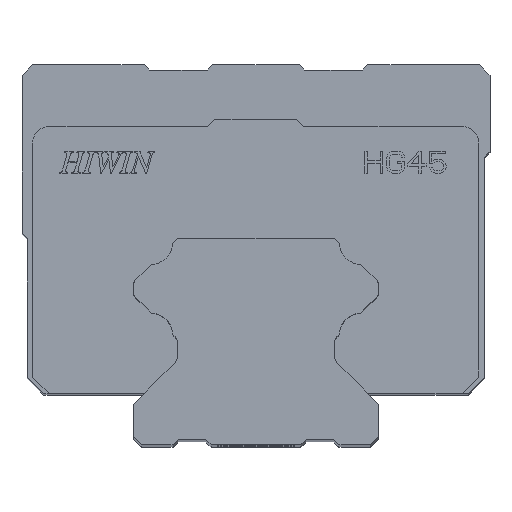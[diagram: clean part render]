
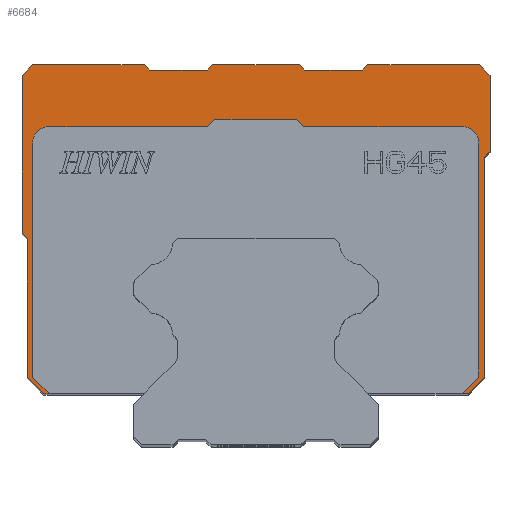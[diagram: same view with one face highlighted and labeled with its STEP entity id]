
A CAD part, top view. The second image highlights one B-rep face of the part: STEP entity #6684.
In plain terms, the highlighted planar face has unit normal (0, 0, 1).
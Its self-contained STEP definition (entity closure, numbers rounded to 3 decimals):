
#1675=DIRECTION('',(0.,1.,0.));
#1676=VECTOR('',#1675,43.);
#1677=CARTESIAN_POINT('',(40.943,-25.445,64.4));
#1678=LINE('',#1677,#1676);
#1679=CARTESIAN_POINT('',(37.943,17.555,64.4));
#1680=DIRECTION('',(0.,0.,1.));
#1681=DIRECTION('',(1.,0.,0.));
#1682=AXIS2_PLACEMENT_3D('',#1679,#1680,#1681);
#1684=DIRECTION('',(-1.,0.,0.));
#1685=VECTOR('',#1684,29.2);
#1686=CARTESIAN_POINT('',(37.943,20.555,64.4));
#1687=LINE('',#1686,#1685);
#1688=DIRECTION('',(-0.707,0.707,0.));
#1689=VECTOR('',#1688,1.838);
#1690=CARTESIAN_POINT('',(8.743,20.555,64.4));
#1691=LINE('',#1690,#1689);
#1692=DIRECTION('',(-1.,0.,0.));
#1693=VECTOR('',#1692,15.);
#1694=CARTESIAN_POINT('',(7.443,21.855,64.4));
#1695=LINE('',#1694,#1693);
#1696=DIRECTION('',(-0.707,-0.707,0.));
#1697=VECTOR('',#1696,1.838);
#1698=CARTESIAN_POINT('',(-7.557,21.855,64.4));
#1699=LINE('',#1698,#1697);
#1700=DIRECTION('',(-1.,0.,0.));
#1701=VECTOR('',#1700,29.2);
#1702=CARTESIAN_POINT('',(-8.857,20.555,64.4));
#1703=LINE('',#1702,#1701);
#1704=CARTESIAN_POINT('',(-38.057,17.555,64.4));
#1705=DIRECTION('',(0.,0.,1.));
#1706=DIRECTION('',(0.,1.,0.));
#1707=AXIS2_PLACEMENT_3D('',#1704,#1705,#1706);
#1709=DIRECTION('',(0.,-1.,0.));
#1710=VECTOR('',#1709,43.);
#1711=CARTESIAN_POINT('',(-41.057,17.555,64.4));
#1712=LINE('',#1711,#1710);
#1713=DIRECTION('',(0.707,-0.707,0.));
#1714=VECTOR('',#1713,4.321);
#1715=CARTESIAN_POINT('',(-41.057,-25.445,64.4));
#1716=LINE('',#1715,#1714);
#1717=DIRECTION('',(1.,0.,0.));
#1718=VECTOR('',#1717,0.998);
#1719=CARTESIAN_POINT('',(-39.,-28.5,64.4));
#1720=LINE('',#1719,#1718);
#1721=DIRECTION('',(0.707,-0.707,0.));
#1722=VECTOR('',#1721,4.243);
#1723=CARTESIAN_POINT('',(-42.,-25.5,64.4));
#1724=LINE('',#1723,#1722);
#1725=DIRECTION('',(0.,-1.,0.));
#1726=VECTOR('',#1725,25.5);
#1727=CARTESIAN_POINT('',(-42.,0.,64.4));
#1728=LINE('',#1727,#1726);
#1729=DIRECTION('',(0.707,-0.707,0.));
#1730=VECTOR('',#1729,1.414);
#1731=CARTESIAN_POINT('',(-43.,1.,64.4));
#1732=LINE('',#1731,#1730);
#1733=DIRECTION('',(0.,-1.,0.));
#1734=VECTOR('',#1733,29.);
#1735=CARTESIAN_POINT('',(-43.,30.,64.4));
#1736=LINE('',#1735,#1734);
#1737=DIRECTION('',(-0.707,-0.707,0.));
#1738=VECTOR('',#1737,2.828);
#1739=CARTESIAN_POINT('',(-41.,32.,64.4));
#1740=LINE('',#1739,#1738);
#1741=DIRECTION('',(-1.,0.,0.));
#1742=VECTOR('',#1741,20.424);
#1743=CARTESIAN_POINT('',(-20.576,32.,64.4));
#1744=LINE('',#1743,#1742);
#1745=DIRECTION('',(-0.707,0.707,0.));
#1746=VECTOR('',#1745,1.414);
#1747=CARTESIAN_POINT('',(-19.576,31.,64.4));
#1748=LINE('',#1747,#1746);
#1749=DIRECTION('',(-1.,0.,0.));
#1750=VECTOR('',#1749,10.651);
#1751=CARTESIAN_POINT('',(-8.924,31.,64.4));
#1752=LINE('',#1751,#1750);
#1753=DIRECTION('',(-0.707,-0.707,0.));
#1754=VECTOR('',#1753,1.414);
#1755=CARTESIAN_POINT('',(-7.924,32.,64.4));
#1756=LINE('',#1755,#1754);
#1757=DIRECTION('',(-1.,0.,0.));
#1758=VECTOR('',#1757,15.849);
#1759=CARTESIAN_POINT('',(7.924,32.,64.4));
#1760=LINE('',#1759,#1758);
#1761=DIRECTION('',(-0.707,0.707,0.));
#1762=VECTOR('',#1761,1.414);
#1763=CARTESIAN_POINT('',(8.924,31.,64.4));
#1764=LINE('',#1763,#1762);
#1765=DIRECTION('',(-1.,0.,0.));
#1766=VECTOR('',#1765,10.651);
#1767=CARTESIAN_POINT('',(19.576,31.,64.4));
#1768=LINE('',#1767,#1766);
#1769=DIRECTION('',(-0.707,-0.707,0.));
#1770=VECTOR('',#1769,1.414);
#1771=CARTESIAN_POINT('',(20.576,32.,64.4));
#1772=LINE('',#1771,#1770);
#1773=DIRECTION('',(-1.,0.,0.));
#1774=VECTOR('',#1773,20.424);
#1775=CARTESIAN_POINT('',(41.,32.,64.4));
#1776=LINE('',#1775,#1774);
#1777=DIRECTION('',(-0.707,0.707,0.));
#1778=VECTOR('',#1777,2.828);
#1779=CARTESIAN_POINT('',(43.,30.,64.4));
#1780=LINE('',#1779,#1778);
#1781=DIRECTION('',(0.,1.,0.));
#1782=VECTOR('',#1781,14.);
#1783=CARTESIAN_POINT('',(43.,16.,64.4));
#1784=LINE('',#1783,#1782);
#1785=DIRECTION('',(0.707,0.707,0.));
#1786=VECTOR('',#1785,1.414);
#1787=CARTESIAN_POINT('',(42.,15.,64.4));
#1788=LINE('',#1787,#1786);
#1789=DIRECTION('',(0.,1.,0.));
#1790=VECTOR('',#1789,40.5);
#1791=CARTESIAN_POINT('',(42.,-25.5,64.4));
#1792=LINE('',#1791,#1790);
#1793=DIRECTION('',(0.707,0.707,0.));
#1794=VECTOR('',#1793,4.243);
#1795=CARTESIAN_POINT('',(39.,-28.5,64.4));
#1796=LINE('',#1795,#1794);
#1797=DIRECTION('',(1.,0.,0.));
#1798=VECTOR('',#1797,1.113);
#1799=CARTESIAN_POINT('',(37.887,-28.5,64.4));
#1800=LINE('',#1799,#1798);
#1801=DIRECTION('',(0.707,0.707,0.));
#1802=VECTOR('',#1801,4.321);
#1803=CARTESIAN_POINT('',(37.887,-28.5,64.4));
#1804=LINE('',#1803,#1802);
#4187=CARTESIAN_POINT('',(39.,-28.5,64.4));
#4188=CARTESIAN_POINT('',(42.,-25.5,64.4));
#4189=VERTEX_POINT('',#4187);
#4190=VERTEX_POINT('',#4188);
#4191=CARTESIAN_POINT('',(42.,15.,64.4));
#4192=VERTEX_POINT('',#4191);
#4193=CARTESIAN_POINT('',(43.,16.,64.4));
#4194=VERTEX_POINT('',#4193);
#4195=CARTESIAN_POINT('',(43.,30.,64.4));
#4196=VERTEX_POINT('',#4195);
#4197=CARTESIAN_POINT('',(41.,32.,64.4));
#4198=VERTEX_POINT('',#4197);
#4199=CARTESIAN_POINT('',(20.576,32.,64.4));
#4200=VERTEX_POINT('',#4199);
#4201=CARTESIAN_POINT('',(19.576,31.,64.4));
#4202=VERTEX_POINT('',#4201);
#4203=CARTESIAN_POINT('',(8.924,31.,64.4));
#4204=VERTEX_POINT('',#4203);
#4205=CARTESIAN_POINT('',(7.924,32.,64.4));
#4206=VERTEX_POINT('',#4205);
#4207=CARTESIAN_POINT('',(-7.924,32.,64.4));
#4208=VERTEX_POINT('',#4207);
#4209=CARTESIAN_POINT('',(-8.924,31.,64.4));
#4210=VERTEX_POINT('',#4209);
#4211=CARTESIAN_POINT('',(-19.576,31.,64.4));
#4212=VERTEX_POINT('',#4211);
#4213=CARTESIAN_POINT('',(-20.576,32.,64.4));
#4214=VERTEX_POINT('',#4213);
#4215=CARTESIAN_POINT('',(-41.,32.,64.4));
#4216=VERTEX_POINT('',#4215);
#4217=CARTESIAN_POINT('',(-43.,30.,64.4));
#4218=VERTEX_POINT('',#4217);
#4219=CARTESIAN_POINT('',(-43.,1.,64.4));
#4220=VERTEX_POINT('',#4219);
#4221=CARTESIAN_POINT('',(-42.,0.,64.4));
#4222=VERTEX_POINT('',#4221);
#4223=CARTESIAN_POINT('',(-42.,-25.5,64.4));
#4224=VERTEX_POINT('',#4223);
#4225=CARTESIAN_POINT('',(-39.,-28.5,64.4));
#4226=VERTEX_POINT('',#4225);
#4307=CARTESIAN_POINT('',(40.943,-25.445,64.4));
#4308=CARTESIAN_POINT('',(40.943,17.555,64.4));
#4309=VERTEX_POINT('',#4307);
#4310=VERTEX_POINT('',#4308);
#4311=CARTESIAN_POINT('',(37.943,20.555,64.4));
#4312=VERTEX_POINT('',#4311);
#4313=CARTESIAN_POINT('',(8.743,20.555,64.4));
#4314=VERTEX_POINT('',#4313);
#4315=CARTESIAN_POINT('',(7.443,21.855,64.4));
#4316=VERTEX_POINT('',#4315);
#4317=CARTESIAN_POINT('',(-7.557,21.855,64.4));
#4318=VERTEX_POINT('',#4317);
#4319=CARTESIAN_POINT('',(-8.857,20.555,64.4));
#4320=VERTEX_POINT('',#4319);
#4321=CARTESIAN_POINT('',(-38.057,20.555,64.4));
#4322=VERTEX_POINT('',#4321);
#4323=CARTESIAN_POINT('',(-41.057,17.555,64.4));
#4324=VERTEX_POINT('',#4323);
#4325=CARTESIAN_POINT('',(-41.057,-25.445,64.4));
#4326=VERTEX_POINT('',#4325);
#4327=CARTESIAN_POINT('',(-38.002,-28.5,64.4));
#4328=VERTEX_POINT('',#4327);
#4329=CARTESIAN_POINT('',(37.887,-28.5,64.4));
#4330=VERTEX_POINT('',#4329);
#6616=CARTESIAN_POINT('',(0.,0.,64.4));
#6617=DIRECTION('',(0.,0.,1.));
#6618=DIRECTION('',(1.,0.,0.));
#6619=AXIS2_PLACEMENT_3D('',#6616,#6617,#6618);
#6620=PLANE('',#6619);
#6621=ORIENTED_EDGE('',*,*,#6606,.T.);
#6623=ORIENTED_EDGE('',*,*,#6622,.T.);
#6625=ORIENTED_EDGE('',*,*,#6624,.T.);
#6627=ORIENTED_EDGE('',*,*,#6626,.T.);
#6629=ORIENTED_EDGE('',*,*,#6628,.T.);
#6631=ORIENTED_EDGE('',*,*,#6630,.T.);
#6633=ORIENTED_EDGE('',*,*,#6632,.T.);
#6635=ORIENTED_EDGE('',*,*,#6634,.T.);
#6637=ORIENTED_EDGE('',*,*,#6636,.T.);
#6639=ORIENTED_EDGE('',*,*,#6638,.T.);
#6640=ORIENTED_EDGE('',*,*,#5537,.F.);
#6642=ORIENTED_EDGE('',*,*,#6641,.F.);
#6644=ORIENTED_EDGE('',*,*,#6643,.F.);
#6646=ORIENTED_EDGE('',*,*,#6645,.F.);
#6648=ORIENTED_EDGE('',*,*,#6647,.F.);
#6650=ORIENTED_EDGE('',*,*,#6649,.F.);
#6652=ORIENTED_EDGE('',*,*,#6651,.F.);
#6654=ORIENTED_EDGE('',*,*,#6653,.F.);
#6656=ORIENTED_EDGE('',*,*,#6655,.F.);
#6658=ORIENTED_EDGE('',*,*,#6657,.F.);
#6660=ORIENTED_EDGE('',*,*,#6659,.F.);
#6662=ORIENTED_EDGE('',*,*,#6661,.F.);
#6664=ORIENTED_EDGE('',*,*,#6663,.F.);
#6666=ORIENTED_EDGE('',*,*,#6665,.F.);
#6668=ORIENTED_EDGE('',*,*,#6667,.F.);
#6670=ORIENTED_EDGE('',*,*,#6669,.F.);
#6672=ORIENTED_EDGE('',*,*,#6671,.F.);
#6674=ORIENTED_EDGE('',*,*,#6673,.F.);
#6676=ORIENTED_EDGE('',*,*,#6675,.F.);
#6678=ORIENTED_EDGE('',*,*,#6677,.F.);
#6679=ORIENTED_EDGE('',*,*,#5966,.F.);
#6681=ORIENTED_EDGE('',*,*,#6680,.T.);
#6682=EDGE_LOOP('',(#6621,#6623,#6625,#6627,#6629,#6631,#6633,#6635,#6637,#6639,
#6640,#6642,#6644,#6646,#6648,#6650,#6652,#6654,#6656,#6658,#6660,#6662,#6664,
#6666,#6668,#6670,#6672,#6674,#6676,#6678,#6679,#6681));
#6683=FACE_OUTER_BOUND('',#6682,.F.);
#6684=ADVANCED_FACE('',(#6683),#6620,.T.);
#1683=CIRCLE('',#1682,3.);
#1708=CIRCLE('',#1707,3.);
#5537=EDGE_CURVE('',#4226,#4328,#1720,.T.);
#5966=EDGE_CURVE('',#4330,#4189,#1800,.T.);
#6606=EDGE_CURVE('',#4309,#4310,#1678,.T.);
#6622=EDGE_CURVE('',#4310,#4312,#1683,.T.);
#6624=EDGE_CURVE('',#4312,#4314,#1687,.T.);
#6626=EDGE_CURVE('',#4314,#4316,#1691,.T.);
#6628=EDGE_CURVE('',#4316,#4318,#1695,.T.);
#6630=EDGE_CURVE('',#4318,#4320,#1699,.T.);
#6632=EDGE_CURVE('',#4320,#4322,#1703,.T.);
#6634=EDGE_CURVE('',#4322,#4324,#1708,.T.);
#6636=EDGE_CURVE('',#4324,#4326,#1712,.T.);
#6638=EDGE_CURVE('',#4326,#4328,#1716,.T.);
#6641=EDGE_CURVE('',#4224,#4226,#1724,.T.);
#6643=EDGE_CURVE('',#4222,#4224,#1728,.T.);
#6645=EDGE_CURVE('',#4220,#4222,#1732,.T.);
#6647=EDGE_CURVE('',#4218,#4220,#1736,.T.);
#6649=EDGE_CURVE('',#4216,#4218,#1740,.T.);
#6651=EDGE_CURVE('',#4214,#4216,#1744,.T.);
#6653=EDGE_CURVE('',#4212,#4214,#1748,.T.);
#6655=EDGE_CURVE('',#4210,#4212,#1752,.T.);
#6657=EDGE_CURVE('',#4208,#4210,#1756,.T.);
#6659=EDGE_CURVE('',#4206,#4208,#1760,.T.);
#6661=EDGE_CURVE('',#4204,#4206,#1764,.T.);
#6663=EDGE_CURVE('',#4202,#4204,#1768,.T.);
#6665=EDGE_CURVE('',#4200,#4202,#1772,.T.);
#6667=EDGE_CURVE('',#4198,#4200,#1776,.T.);
#6669=EDGE_CURVE('',#4196,#4198,#1780,.T.);
#6671=EDGE_CURVE('',#4194,#4196,#1784,.T.);
#6673=EDGE_CURVE('',#4192,#4194,#1788,.T.);
#6675=EDGE_CURVE('',#4190,#4192,#1792,.T.);
#6677=EDGE_CURVE('',#4189,#4190,#1796,.T.);
#6680=EDGE_CURVE('',#4330,#4309,#1804,.T.);
